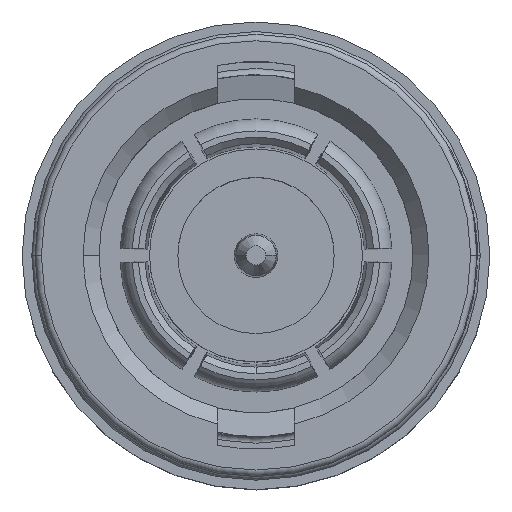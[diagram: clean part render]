
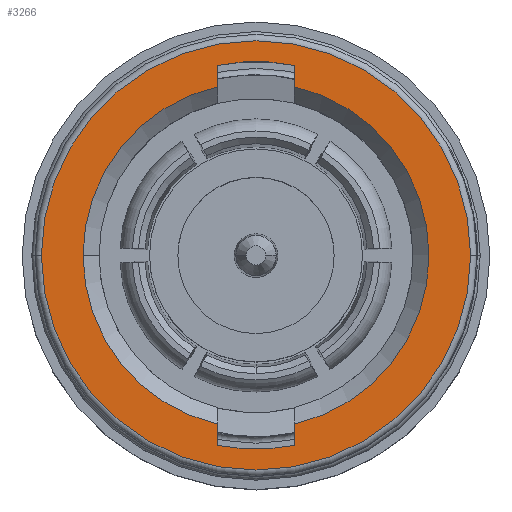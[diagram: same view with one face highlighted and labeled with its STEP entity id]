
A CAD part, top view. The second image highlights one B-rep face of the part: STEP entity #3266.
In plain terms, the highlighted planar face has unit normal (0, 0, 1).
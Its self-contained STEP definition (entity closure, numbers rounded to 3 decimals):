
#71 = VERTEX_POINT ( 'NONE', #3868 ) ;
#126 = VERTEX_POINT ( 'NONE', #11051 ) ;
#141 = VERTEX_POINT ( 'NONE', #10980 ) ;
#187 = VERTEX_POINT ( 'NONE', #8556 ) ;
#531 = AXIS2_PLACEMENT_3D ( 'NONE', #13814, #13815, #13816 ) ;
#873 = CIRCLE ( 'NONE', #8478, 6.7 ) ;
#1005 = LINE ( 'NONE', #6155, #1007 ) ;
#1007 = VECTOR ( 'NONE', #6163, 1000. ) ;
#1018 = LINE ( 'NONE', #6195, #1023 ) ;
#1022 = CIRCLE ( 'NONE', #8499, 6.7 ) ;
#1023 = VECTOR ( 'NONE', #6196, 1000. ) ;
#1044 = CIRCLE ( 'NONE', #8506, 5.4 ) ;
#1052 = LINE ( 'NONE', #7920, #1055 ) ;
#1055 = VECTOR ( 'NONE', #7930, 1000. ) ;
#1071 = CIRCLE ( 'NONE', #8518, 6.05 ) ;
#1094 = CIRCLE ( 'NONE', #8521, 5.4 ) ;
#1096 = CIRCLE ( 'NONE', #8522, 6.05 ) ;
#1120 = LINE ( 'NONE', #8152, #1123 ) ;
#1123 = VECTOR ( 'NONE', #8153, 1000. ) ;
#1296 = VERTEX_POINT ( 'NONE', #3118 ) ;
#2426 = CARTESIAN_POINT ( 'NONE',  ( 0., 0., 0.85 ) ) ;
#2427 = DIRECTION ( 'NONE',  ( 0., 0., 1. ) ) ;
#2428 = DIRECTION ( 'NONE',  ( -1., 0., 0. ) ) ;
#3118 = CARTESIAN_POINT ( 'NONE',  ( 1.2, -5.93, 0.85 ) ) ;
#3266 = ADVANCED_FACE ( 'NONE', ( #13525, #13522 ), #13807, .F. ) ;
#3594 = EDGE_CURVE ( 'NONE', #126, #141, #10492, .T. ) ;
#3834 = VERTEX_POINT ( 'NONE', #13203 ) ;
#3868 = CARTESIAN_POINT ( 'NONE',  ( 6.7, 0., 0.85 ) ) ;
#4018 = EDGE_LOOP ( 'NONE', ( #4956, #4953, #4929, #4150, #4148, #4155, #4144, #4145, #7583 ) ) ;
#4032 = EDGE_LOOP ( 'NONE', ( #4140, #4860 ) ) ;
#4125 = VERTEX_POINT ( 'NONE', #13271 ) ;
#4140 = ORIENTED_EDGE ( 'NONE', *, *, #7351, .T. ) ;
#4144 = ORIENTED_EDGE ( 'NONE', *, *, #7381, .F. ) ;
#4145 = ORIENTED_EDGE ( 'NONE', *, *, #7419, .F. ) ;
#4148 = ORIENTED_EDGE ( 'NONE', *, *, #7443, .F. ) ;
#4150 = ORIENTED_EDGE ( 'NONE', *, *, #7367, .F. ) ;
#4155 = ORIENTED_EDGE ( 'NONE', *, *, #7403, .F. ) ;
#4860 = ORIENTED_EDGE ( 'NONE', *, *, #7229, .T. ) ;
#4929 = ORIENTED_EDGE ( 'NONE', *, *, #3594, .F. ) ;
#4953 = ORIENTED_EDGE ( 'NONE', *, *, #7350, .F. ) ;
#4956 = ORIENTED_EDGE ( 'NONE', *, *, #7420, .F. ) ;
#5283 = CARTESIAN_POINT ( 'NONE',  ( 1.2, 5.265, 0.85 ) ) ;
#5294 = CARTESIAN_POINT ( 'NONE',  ( 1.2, 5.93, 0.85 ) ) ;
#5705 = CARTESIAN_POINT ( 'NONE',  ( 0., 0., 0.85 ) ) ;
#5706 = DIRECTION ( 'NONE',  ( 0., 0., 1. ) ) ;
#5707 = DIRECTION ( 'NONE',  ( 1., 0., 0. ) ) ;
#6155 = CARTESIAN_POINT ( 'NONE',  ( 1.2, -4.751, 0.85 ) ) ;
#6163 = DIRECTION ( 'NONE',  ( 0., 1., 0. ) ) ;
#6195 = CARTESIAN_POINT ( 'NONE',  ( -1.2, -4.751, 0.85 ) ) ;
#6196 = DIRECTION ( 'NONE',  ( 0., -1., 0. ) ) ;
#6197 = CARTESIAN_POINT ( 'NONE',  ( 0., 0., 0.85 ) ) ;
#6198 = DIRECTION ( 'NONE',  ( 0., 0., 1. ) ) ;
#6199 = DIRECTION ( 'NONE',  ( 1., 0., 0. ) ) ;
#6250 = VERTEX_POINT ( 'NONE', #5283 ) ;
#6914 = VERTEX_POINT ( 'NONE', #5294 ) ;
#7229 = EDGE_CURVE ( 'NONE', #187, #71, #873, .T. ) ;
#7339 = EDGE_CURVE ( 'NONE', #1296, #7480, #1005, .T. ) ;
#7350 = EDGE_CURVE ( 'NONE', #141, #3834, #1018, .T. ) ;
#7351 = EDGE_CURVE ( 'NONE', #71, #187, #1022, .T. ) ;
#7367 = EDGE_CURVE ( 'NONE', #4125, #126, #1044, .T. ) ;
#7381 = EDGE_CURVE ( 'NONE', #6250, #6914, #1052, .T. ) ;
#7403 = EDGE_CURVE ( 'NONE', #6914, #11107, #1071, .T. ) ;
#7419 = EDGE_CURVE ( 'NONE', #7480, #6250, #1094, .T. ) ;
#7420 = EDGE_CURVE ( 'NONE', #3834, #1296, #1096, .T. ) ;
#7443 = EDGE_CURVE ( 'NONE', #11107, #4125, #1120, .T. ) ;
#7480 = VERTEX_POINT ( 'NONE', #8206 ) ;
#7583 = ORIENTED_EDGE ( 'NONE', *, *, #7339, .F. ) ;
#7879 = CARTESIAN_POINT ( 'NONE',  ( 0., 0., 0.85 ) ) ;
#7880 = DIRECTION ( 'NONE',  ( 0., 0., 1. ) ) ;
#7881 = DIRECTION ( 'NONE',  ( -1., 0., 0. ) ) ;
#7920 = CARTESIAN_POINT ( 'NONE',  ( 1.2, 4.751, 0.85 ) ) ;
#7930 = DIRECTION ( 'NONE',  ( 0., 1., 0. ) ) ;
#8018 = CARTESIAN_POINT ( 'NONE',  ( 0., 0., 0.85 ) ) ;
#8019 = DIRECTION ( 'NONE',  ( 0., 0., 1. ) ) ;
#8020 = DIRECTION ( 'NONE',  ( -1., 0., 0. ) ) ;
#8071 = CARTESIAN_POINT ( 'NONE',  ( 0., 0., 0.85 ) ) ;
#8072 = DIRECTION ( 'NONE',  ( 0., 0., 1. ) ) ;
#8073 = DIRECTION ( 'NONE',  ( -1., 0., 0. ) ) ;
#8076 = CARTESIAN_POINT ( 'NONE',  ( 0., 0., 0.85 ) ) ;
#8077 = DIRECTION ( 'NONE',  ( 0., 0., 1. ) ) ;
#8078 = DIRECTION ( 'NONE',  ( 1., 0., 0. ) ) ;
#8152 = CARTESIAN_POINT ( 'NONE',  ( -1.2, 4.751, 0.85 ) ) ;
#8153 = DIRECTION ( 'NONE',  ( 0., -1., 0. ) ) ;
#8206 = CARTESIAN_POINT ( 'NONE',  ( 1.2, -5.265, 0.85 ) ) ;
#8263 = CARTESIAN_POINT ( 'NONE',  ( -1.2, 5.93, 0.85 ) ) ;
#8311 = AXIS2_PLACEMENT_3D ( 'NONE', #2426, #2427, #2428 ) ;
#8478 = AXIS2_PLACEMENT_3D ( 'NONE', #5705, #5706, #5707 ) ;
#8499 = AXIS2_PLACEMENT_3D ( 'NONE', #6197, #6198, #6199 ) ;
#8506 = AXIS2_PLACEMENT_3D ( 'NONE', #7879, #7880, #7881 ) ;
#8518 = AXIS2_PLACEMENT_3D ( 'NONE', #8018, #8019, #8020 ) ;
#8521 = AXIS2_PLACEMENT_3D ( 'NONE', #8071, #8072, #8073 ) ;
#8522 = AXIS2_PLACEMENT_3D ( 'NONE', #8076, #8077, #8078 ) ;
#8556 = CARTESIAN_POINT ( 'NONE',  ( -6.7, 0., 0.85 ) ) ;
#10492 = CIRCLE ( 'NONE', #8311, 5.4 ) ;
#10980 = CARTESIAN_POINT ( 'NONE',  ( -1.2, -5.265, 0.85 ) ) ;
#11051 = CARTESIAN_POINT ( 'NONE',  ( -5.4, 0., 0.85 ) ) ;
#11107 = VERTEX_POINT ( 'NONE', #8263 ) ;
#13203 = CARTESIAN_POINT ( 'NONE',  ( -1.2, -5.93, 0.85 ) ) ;
#13271 = CARTESIAN_POINT ( 'NONE',  ( -1.2, 5.265, 0.85 ) ) ;
#13522 = FACE_BOUND ( 'NONE', #4018, .T. ) ;
#13525 = FACE_OUTER_BOUND ( 'NONE', #4032, .T. ) ;
#13807 = PLANE ( 'NONE',  #531 ) ;
#13814 = CARTESIAN_POINT ( 'NONE',  ( 0., 0., 0.85 ) ) ;
#13815 = DIRECTION ( 'NONE',  ( 0., 0., -1. ) ) ;
#13816 = DIRECTION ( 'NONE',  ( 1., 0., 0. ) ) ;
